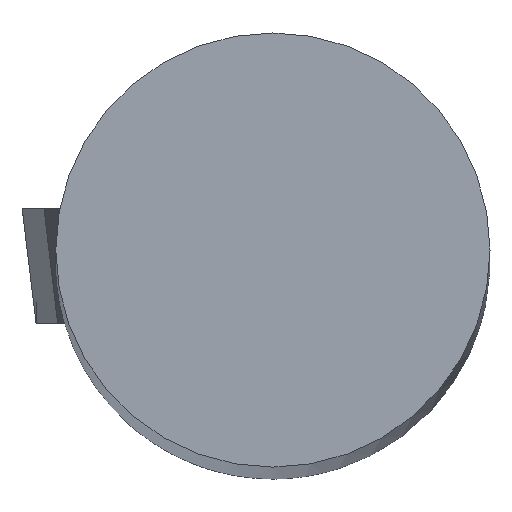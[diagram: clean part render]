
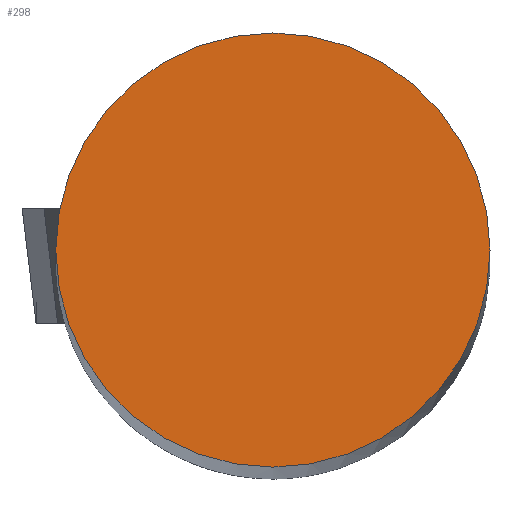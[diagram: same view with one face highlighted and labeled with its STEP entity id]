
A CAD part, top view. The second image highlights one B-rep face of the part: STEP entity #298.
In plain terms, the highlighted planar face has unit normal (0, 0, 1).
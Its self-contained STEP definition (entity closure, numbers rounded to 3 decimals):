
#282=EDGE_CURVE('240[2]',#607,#607,#608,.F.);
#298=ADVANCED_FACE('240[2]',(#628),#629,.F.);
#607=VERTEX_POINT('',#1117);
#608=CIRCLE('',#1118,3.0);
#628=FACE_OUTER_BOUND('',#1164,.T.);
#629=PLANE('',#1165);
#1117=CARTESIAN_POINT('',(0.,-3.0,95.0));
#1118=AXIS2_PLACEMENT_3D('',#1568,#1569,#1570);
#1164=EDGE_LOOP('',(#1585));
#1165=AXIS2_PLACEMENT_3D('',#1586,#1587,#1588);
#1568=CARTESIAN_POINT('',(0.0,0.0,95.0));
#1569=DIRECTION('',(0.0,0.0,-1.0));
#1570=DIRECTION('',(0.,1.0,0.0));
#1585=ORIENTED_EDGE('',*,*,#282,.T.);
#1586=CARTESIAN_POINT('',(-3.0,0.,95.0));
#1587=DIRECTION('',(0.0,0.0,-1.0));
#1588=DIRECTION('',(0.,1.0,0.0));
